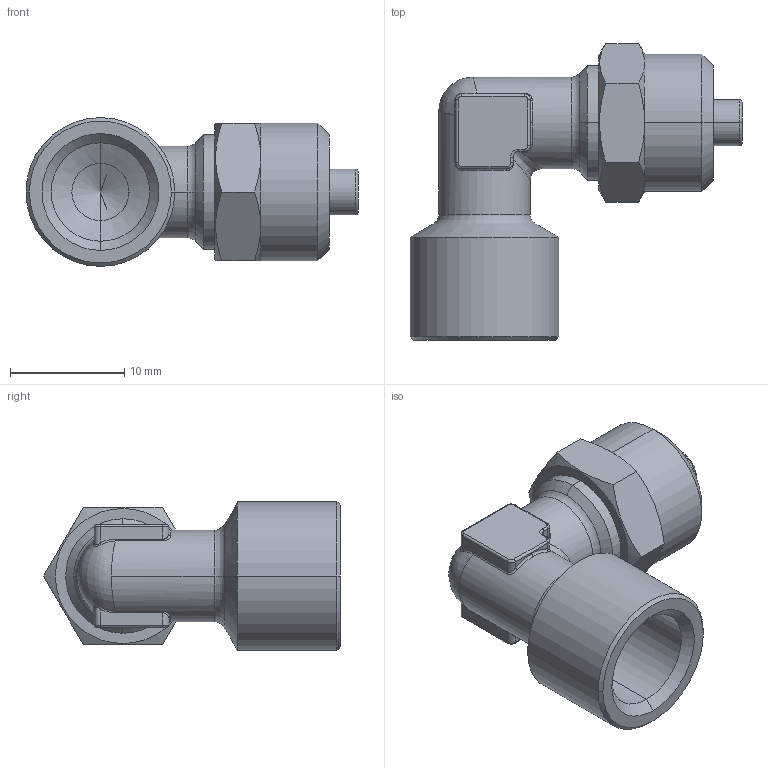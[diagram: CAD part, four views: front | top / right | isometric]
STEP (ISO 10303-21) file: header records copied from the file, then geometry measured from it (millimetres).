
FILE_DESCRIPTION (( 'STEP AP203' ), '1' );
FILE_NAME ('02070031.STEP', '2011-09-28T09:12:55', ( '' ), ( 'sopra-pneumatic' ), 'SwSTEP 2.0', 'SolidWorks 2011', '' );
FILE_SCHEMA (( 'CONFIG_CONTROL_DESIGN' ));
Length unit declared in the file: millimetre
Products named in the file (1): 02070031
Bounding box: 29 x 25.93 x 13 mm (x, y, z)
Volume: 2605.7 mm3; surface area: 2303.4 mm2
Topology: 1 solids, 1 shells, 149 faces, 344 edges, 198 vertices
Faces by surface type: cylinder 54, cone 26, plane 25, torus 24, bspline 20
Entity records: 4873 total; most frequent: CARTESIAN_POINT 1563, DIRECTION 686, ORIENTED_EDGE 684, EDGE_CURVE 342, AXIS2_PLACEMENT_3D 287, VERTEX_POINT 198, CIRCLE 157, EDGE_LOOP 154
